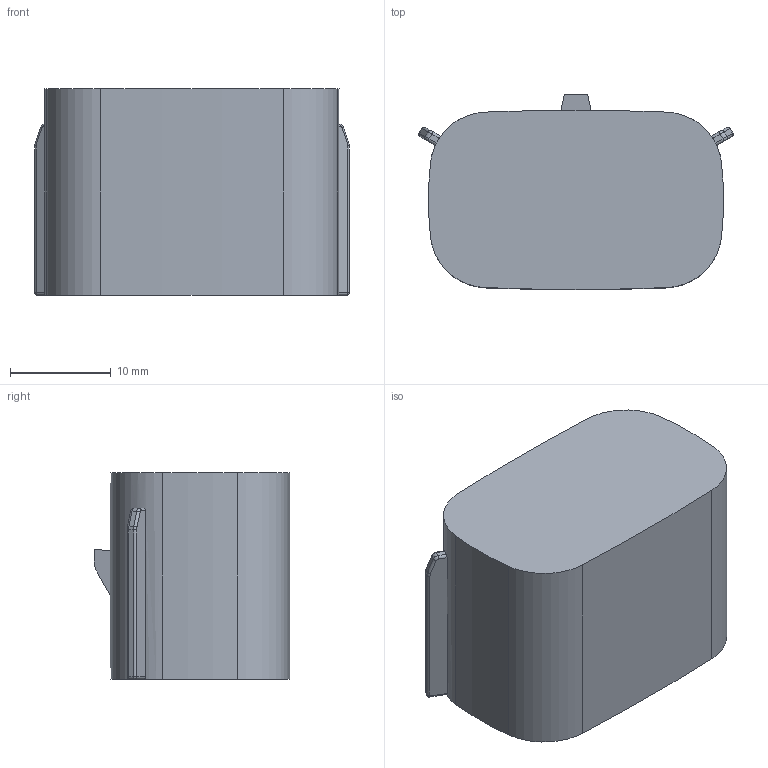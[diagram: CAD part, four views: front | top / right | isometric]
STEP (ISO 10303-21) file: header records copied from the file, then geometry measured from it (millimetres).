
FILE_DESCRIPTION(('CoCreate Modeling STEP Export'),'2;1');
FILE_NAME('CM-150-S-012-2-A01.stp','2015-02-12T14:30:57',(''),(''),'CoCreate Modeling STEP processor for AP214 (Solid Model)','CoCreate Modeling 17.0B 09-Oct-2010 (C) Parametric Technology GmbH','');
FILE_SCHEMA(('AUTOMOTIVE_DESIGN { 1 0 10303 214 1 1 1 1 }'));
Length unit declared in the file: millimetre
Products named in the file (2): CM-150-S-012-2-A01
Assembly tree (1 placements, depth 2):
  CM-150-S-012-2-A01
    CM-150-S-012-2-A01
Bounding box: 31.23 x 19.39 x 20.5 mm (x, y, z)
Volume: 3087 mm3; surface area: 4546.4 mm2
Topology: 1 solids, 1 shells, 219 faces, 574 edges, 367 vertices
Faces by surface type: plane 103, cylinder 87, torus 16, cone 8, sphere 5
Entity records: 7131 total; most frequent: CARTESIAN_POINT 1534, DIRECTION 1215, ORIENTED_EDGE 1138, EDGE_CURVE 569, AXIS2_PLACEMENT_3D 434, VERTEX_POINT 367, VECTOR 347, LINE 347
